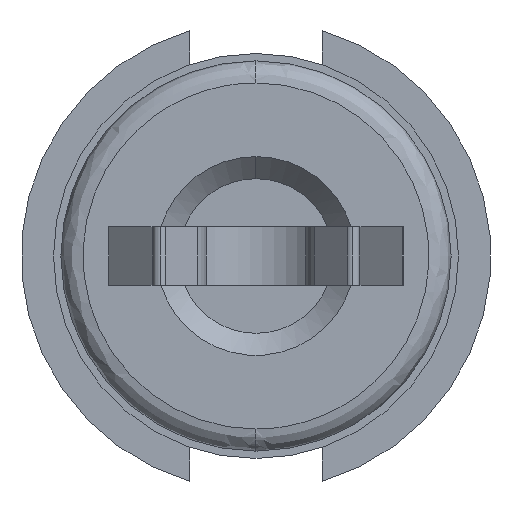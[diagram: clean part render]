
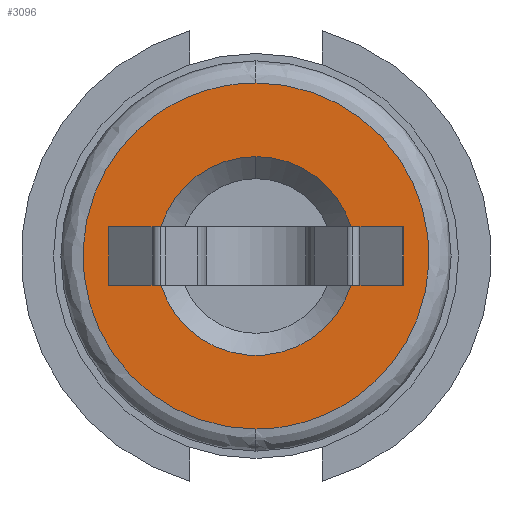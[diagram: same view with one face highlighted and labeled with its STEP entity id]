
A CAD part, left-side view. The second image highlights one B-rep face of the part: STEP entity #3096.
In plain terms, the highlighted planar face has unit normal (-1, 0, 0).
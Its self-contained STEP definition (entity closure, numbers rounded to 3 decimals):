
#102 = ORIENTED_EDGE ( 'NONE', *, *, #2757, .F. ) ;
#177 = ORIENTED_EDGE ( 'NONE', *, *, #2648, .F. ) ;
#220 = VERTEX_POINT ( 'NONE', #918 ) ;
#241 = CARTESIAN_POINT ( 'NONE',  ( 0., 2.35, 0. ) ) ;
#262 = VECTOR ( 'NONE', #1338, 1000. ) ;
#283 = VERTEX_POINT ( 'NONE', #1643 ) ;
#318 = EDGE_CURVE ( 'NONE', #283, #1192, #2293, .T. ) ;
#552 = ORIENTED_EDGE ( 'NONE', *, *, #2489, .F. ) ;
#566 = CARTESIAN_POINT ( 'NONE',  ( 0., 0., 1.35 ) ) ;
#643 = ORIENTED_EDGE ( 'NONE', *, *, #1656, .T. ) ;
#678 = LINE ( 'NONE', #2469, #4157 ) ;
#748 = EDGE_CURVE ( 'NONE', #283, #3114, #986, .T. ) ;
#918 = CARTESIAN_POINT ( 'NONE',  ( 0., 1.289, 0.4 ) ) ;
#986 = LINE ( 'NONE', #1124, #3498 ) ;
#996 = ORIENTED_EDGE ( 'NONE', *, *, #2993, .F. ) ;
#1075 = CARTESIAN_POINT ( 'NONE',  ( 0., 0., -2.35 ) ) ;
#1120 = VERTEX_POINT ( 'NONE', #3671 ) ;
#1124 = CARTESIAN_POINT ( 'NONE',  ( 0., -2., -0.4 ) ) ;
#1152 = LINE ( 'NONE', #2271, #2810 ) ;
#1191 = VERTEX_POINT ( 'NONE', #2497 ) ;
#1192 = VERTEX_POINT ( 'NONE', #3796 ) ;
#1221 = DIRECTION ( 'NONE',  ( 0., 0., 1. ) ) ;
#1228 = LINE ( 'NONE', #3691, #2015 ) ;
#1338 = DIRECTION ( 'NONE',  ( 0., 1., 0. ) ) ;
#1452 = DIRECTION ( 'NONE',  ( -1., 0., 0. ) ) ;
#1475 = ORIENTED_EDGE ( 'NONE', *, *, #318, .F. ) ;
#1543 = CARTESIAN_POINT ( 'NONE',  ( 0., 0., -2.35 ) ) ;
#1585 = VERTEX_POINT ( 'NONE', #2755 ) ;
#1591 = CARTESIAN_POINT ( 'NONE',  ( 0., 0., 0. ) ) ;
#1594 = VERTEX_POINT ( 'NONE', #2074 ) ;
#1632 = DIRECTION ( 'NONE',  ( 0., -1., 0. ) ) ;
#1643 = CARTESIAN_POINT ( 'NONE',  ( 0., -2., 0.4 ) ) ;
#1656 = EDGE_CURVE ( 'NONE', #1191, #1585, #1228, .T. ) ;
#1715 = AXIS2_PLACEMENT_3D ( 'NONE', #3393, #1452, #2114 ) ;
#1749 = VERTEX_POINT ( 'NONE', #1543 ) ;
#1753 = DIRECTION ( 'NONE',  ( -1., 0., 0. ) ) ;
#1757 = DIRECTION ( 'NONE',  ( 0., 0., 1. ) ) ;
#1927 = CIRCLE ( 'NONE', #2754, 1.35 ) ;
#1967 = ORIENTED_EDGE ( 'NONE', *, *, #3437, .F. ) ;
#1980 = CARTESIAN_POINT ( 'NONE',  ( 0., 0., 2.35 ) ) ;
#2015 = VECTOR ( 'NONE', #1757, 1000. ) ;
#2019 = FACE_BOUND ( 'NONE', #2168, .T. ) ;
#2074 = CARTESIAN_POINT ( 'NONE',  ( 0., -1.289, -0.4 ) ) ;
#2078 = EDGE_CURVE ( 'NONE', #1749, #1120, #2902, .T. ) ;
#2114 = DIRECTION ( 'NONE',  ( 0., 0., 1. ) ) ;
#2168 = EDGE_LOOP ( 'NONE', ( #552, #1475, #3374, #996, #2198, #177, #643, #102, #1967 ) ) ;
#2196 = ORIENTED_EDGE ( 'NONE', *, *, #2840, .F. ) ;
#2198 = ORIENTED_EDGE ( 'NONE', *, *, #3511, .F. ) ;
#2251 = CARTESIAN_POINT ( 'NONE',  ( 0., -2., -0.4 ) ) ;
#2271 = CARTESIAN_POINT ( 'NONE',  ( 0., 2.35, -0.4 ) ) ;
#2274 = ORIENTED_EDGE ( 'NONE', *, *, #2078, .F. ) ;
#2287 = CARTESIAN_POINT ( 'NONE',  ( 0., 4.7, 2.35 ) ) ;
#2293 = LINE ( 'NONE', #2987, #262 ) ;
#2342 = CARTESIAN_POINT ( 'NONE',  ( 0., 2.35, 0.4 ) ) ;
#2380 = FACE_OUTER_BOUND ( 'NONE', #4025, .T. ) ;
#2382 = DIRECTION ( 'NONE',  ( 0., 1., 0. ) ) ;
#2469 = CARTESIAN_POINT ( 'NONE',  ( 0., 2.35, -0.4 ) ) ;
#2489 = EDGE_CURVE ( 'NONE', #1192, #3129, #1927, .T. ) ;
#2497 = CARTESIAN_POINT ( 'NONE',  ( 0., 2., -0.4 ) ) ;
#2560 = LINE ( 'NONE', #2342, #2999 ) ;
#2648 = EDGE_CURVE ( 'NONE', #1191, #3476, #1152, .T. ) ;
#2652 = CARTESIAN_POINT ( 'NONE',  ( 0., -4.7, -2.35 ) ) ;
#2740 = DIRECTION ( 'NONE',  ( 0., 0., 1. ) ) ;
#2754 = AXIS2_PLACEMENT_3D ( 'NONE', #1591, #3188, #1221 ) ;
#2755 = CARTESIAN_POINT ( 'NONE',  ( 0., 2., 0.4 ) ) ;
#2757 = EDGE_CURVE ( 'NONE', #220, #1585, #2560, .T. ) ;
#2780 = CIRCLE ( 'NONE', #3108, 1.35 ) ;
#2804 = DIRECTION ( 'NONE',  ( 0., -1., 0. ) ) ;
#2810 = VECTOR ( 'NONE', #1632, 1000. ) ;
#2840 = EDGE_CURVE ( 'NONE', #1120, #1749, #4019, .T. ) ;
#2858 = DIRECTION ( 'NONE',  ( 1., 0., 0. ) ) ;
#2902 =( BOUNDED_CURVE ( )  B_SPLINE_CURVE ( 3, ( #3257, #3909, #2287, #1980 ),
 .UNSPECIFIED., .F., .T. ) 
 B_SPLINE_CURVE_WITH_KNOTS ( ( 4, 4 ),
 ( 0., 1. ),
 .UNSPECIFIED. ) 
 CURVE ( )  GEOMETRIC_REPRESENTATION_ITEM ( )  RATIONAL_B_SPLINE_CURVE ( ( 1., 0.333, 0.333, 1. ) ) 
 REPRESENTATION_ITEM ( '' )  );
#2912 = PLANE ( 'NONE',  #3588 ) ;
#2987 = CARTESIAN_POINT ( 'NONE',  ( 0., 2.35, 0.4 ) ) ;
#2993 = EDGE_CURVE ( 'NONE', #1594, #3114, #678, .T. ) ;
#2999 = VECTOR ( 'NONE', #2382, 1000. ) ;
#3096 = ADVANCED_FACE ( 'NONE', ( #2380, #2019 ), #2912, .F. ) ;
#3108 = AXIS2_PLACEMENT_3D ( 'NONE', #4042, #1753, #2740 ) ;
#3114 = VERTEX_POINT ( 'NONE', #2251 ) ;
#3123 = DIRECTION ( 'NONE',  ( 0., 0., -1. ) ) ;
#3129 = VERTEX_POINT ( 'NONE', #566 ) ;
#3188 = DIRECTION ( 'NONE',  ( -1., 0., 0. ) ) ;
#3257 = CARTESIAN_POINT ( 'NONE',  ( 0., 0., -2.35 ) ) ;
#3374 = ORIENTED_EDGE ( 'NONE', *, *, #748, .T. ) ;
#3385 = CARTESIAN_POINT ( 'NONE',  ( 0., 1.289, -0.4 ) ) ;
#3393 = CARTESIAN_POINT ( 'NONE',  ( 0., 0., 0. ) ) ;
#3437 = EDGE_CURVE ( 'NONE', #3129, #220, #2780, .T. ) ;
#3476 = VERTEX_POINT ( 'NONE', #3385 ) ;
#3498 = VECTOR ( 'NONE', #3123, 1000. ) ;
#3511 = EDGE_CURVE ( 'NONE', #3476, #1594, #3884, .T. ) ;
#3588 = AXIS2_PLACEMENT_3D ( 'NONE', #241, #2858, #4181 ) ;
#3638 = CARTESIAN_POINT ( 'NONE',  ( 0., 0., 2.35 ) ) ;
#3671 = CARTESIAN_POINT ( 'NONE',  ( 0., 0., 2.35 ) ) ;
#3691 = CARTESIAN_POINT ( 'NONE',  ( 0., 2., 0.4 ) ) ;
#3796 = CARTESIAN_POINT ( 'NONE',  ( 0., -1.289, 0.4 ) ) ;
#3884 = CIRCLE ( 'NONE', #1715, 1.35 ) ;
#3909 = CARTESIAN_POINT ( 'NONE',  ( 0., 4.7, -2.35 ) ) ;
#3935 = CARTESIAN_POINT ( 'NONE',  ( 0., -4.7, 2.35 ) ) ;
#4019 =( BOUNDED_CURVE ( )  B_SPLINE_CURVE ( 3, ( #3638, #3935, #2652, #1075 ),
 .UNSPECIFIED., .F., .T. ) 
 B_SPLINE_CURVE_WITH_KNOTS ( ( 4, 4 ),
 ( 0., 1. ),
 .UNSPECIFIED. ) 
 CURVE ( )  GEOMETRIC_REPRESENTATION_ITEM ( )  RATIONAL_B_SPLINE_CURVE ( ( 1., 0.333, 0.333, 1. ) ) 
 REPRESENTATION_ITEM ( '' )  );
#4025 = EDGE_LOOP ( 'NONE', ( #2196, #2274 ) ) ;
#4042 = CARTESIAN_POINT ( 'NONE',  ( 0., 0., 0. ) ) ;
#4157 = VECTOR ( 'NONE', #2804, 1000. ) ;
#4181 = DIRECTION ( 'NONE',  ( 0., 0., -1. ) ) ;
